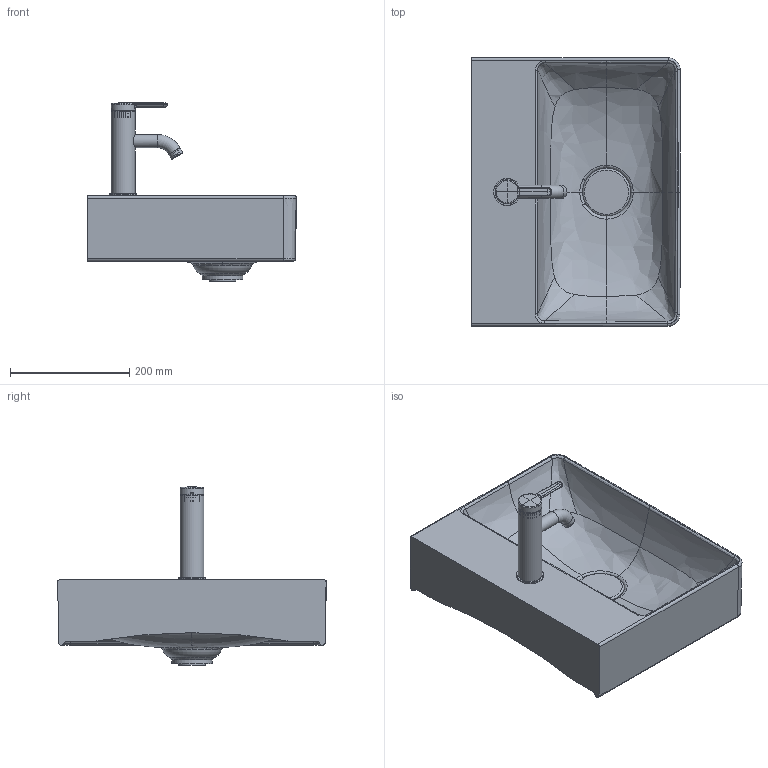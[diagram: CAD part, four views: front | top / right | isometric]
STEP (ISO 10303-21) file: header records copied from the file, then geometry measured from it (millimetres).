
FILE_DESCRIPTION((''),'2;1');
FILE_NAME('073245.stp','2017-06-23T20:40:05',('Administrator'),(''),'Autodesk Inventor 2011','Autodesk Inventor 2011','');
FILE_SCHEMA(('CONFIG_CONTROL_DESIGN'));
Length unit declared in the file: millimetre
Products named in the file (10): 073245; Armatur C1 Handwaschbecken; 509114_ASM; 615830; 615831; 636748; 615729; 615737; Kelch_Stopfen DuraSquare Bgr
Assembly tree (9 placements, depth 4):
  073245
    073245
    Armatur C1 Handwaschbecken
      509114_ASM
        615830
        615831
      636748
      615729
      615737
    Kelch_Stopfen DuraSquare Bgr
Bounding box: 350.15 x 450.19 x 298.72 mm (x, y, z)
Volume: 6211700.3 mm3; surface area: 690282.3 mm2
Topology: 8 solids, 11 shells, 343 faces, 804 edges, 494 vertices
Faces by surface type: bspline 148, plane 83, cylinder 69, torus 21, cone 14, sphere 8
Full cylindrical faces by diameter (mm): 6 x1, 12 x2, 14 x4, 16 x1, 16.5 x2, 17.3 x1, 17.55 x1, 18.5 x2, 18.75 x1, 22 x2, 27.189 x1, 30.452 x1, 34 x1, 34.5 x1, 35 x1, 35.4 x1, 35.5 x1, 36.185 x1, 36.9 x4, 37.3 x1, 37.6 x1, 40 x2, 42.482 x1, 42.5 x1, 45.115 x1, 46 x2, 68.6 x1, 80.006 x1, 81 x1
Entity records: 48691 total; most frequent: CARTESIAN_POINT 41478, ORIENTED_EDGE 1420, DIRECTION 1115, EDGE_CURVE 710, AXIS2_PLACEMENT_3D 484, VERTEX_POINT 473, EDGE_LOOP 447, FACE_OUTER_BOUND 343
